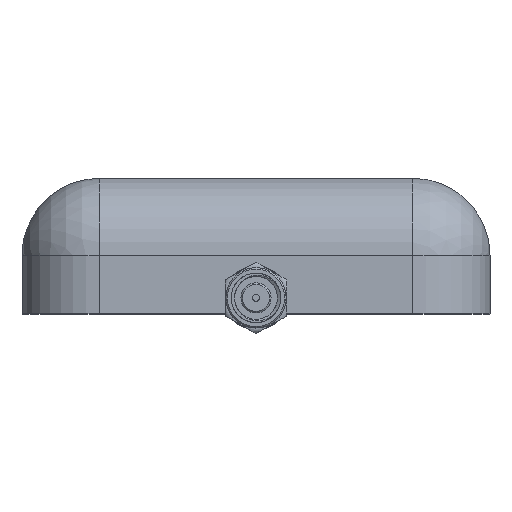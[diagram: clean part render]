
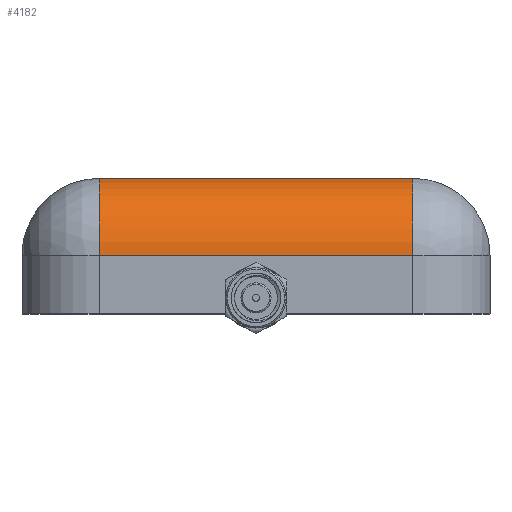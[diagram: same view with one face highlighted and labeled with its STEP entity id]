
A CAD part, top view. The second image highlights one B-rep face of the part: STEP entity #4182.
In plain terms, the highlighted cylindrical face has radius 10 mm (diameter 20 mm), a partial arc.
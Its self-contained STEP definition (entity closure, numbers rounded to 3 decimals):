
#391 = DIRECTION ( 'NONE',  ( 0., 0., 1. ) ) ;
#665 = CARTESIAN_POINT ( 'NONE',  ( 20.25, 7.5, 21.25 ) ) ;
#679 = AXIS2_PLACEMENT_3D ( 'NONE', #3574, #4429, #391 ) ;
#713 = ORIENTED_EDGE ( 'NONE', *, *, #5187, .F. ) ;
#850 = LINE ( 'NONE', #4190, #2094 ) ;
#1258 = AXIS2_PLACEMENT_3D ( 'NONE', #665, #4644, #1961 ) ;
#1321 = EDGE_CURVE ( 'NONE', #3944, #1418, #2075, .T. ) ;
#1417 = CARTESIAN_POINT ( 'NONE',  ( -20.25, 7.5, 31.25 ) ) ;
#1418 = VERTEX_POINT ( 'NONE', #2877 ) ;
#1430 = EDGE_LOOP ( 'NONE', ( #3728, #5769, #3874, #713 ) ) ;
#1961 = DIRECTION ( 'NONE',  ( 0., 0., 1. ) ) ;
#2075 = CIRCLE ( 'NONE', #1258, 10. ) ;
#2094 = VECTOR ( 'NONE', #4231, 1000. ) ;
#2162 = CYLINDRICAL_SURFACE ( 'NONE', #679, 10. ) ;
#2226 = DIRECTION ( 'NONE',  ( 1., 0., 0. ) ) ;
#2484 = LINE ( 'NONE', #3107, #5620 ) ;
#2590 = CARTESIAN_POINT ( 'NONE',  ( -20.25, 7.5, 21.25 ) ) ;
#2770 = VERTEX_POINT ( 'NONE', #1417 ) ;
#2812 = CIRCLE ( 'NONE', #3882, 10. ) ;
#2877 = CARTESIAN_POINT ( 'NONE',  ( 20.25, 17.5, 21.25 ) ) ;
#3107 = CARTESIAN_POINT ( 'NONE',  ( 20.25, 17.5, 21.25 ) ) ;
#3253 = CARTESIAN_POINT ( 'NONE',  ( 20.25, 7.5, 31.25 ) ) ;
#3574 = CARTESIAN_POINT ( 'NONE',  ( 0., 7.5, 21.25 ) ) ;
#3728 = ORIENTED_EDGE ( 'NONE', *, *, #1321, .T. ) ;
#3817 = DIRECTION ( 'NONE',  ( 0., 0., 1. ) ) ;
#3874 = ORIENTED_EDGE ( 'NONE', *, *, #4081, .F. ) ;
#3882 = AXIS2_PLACEMENT_3D ( 'NONE', #2590, #4389, #3817 ) ;
#3944 = VERTEX_POINT ( 'NONE', #3253 ) ;
#4081 = EDGE_CURVE ( 'NONE', #2770, #5424, #2812, .T. ) ;
#4182 = ADVANCED_FACE ( 'NONE', ( #4547 ), #2162, .T. ) ;
#4190 = CARTESIAN_POINT ( 'NONE',  ( -20.25, 7.5, 31.25 ) ) ;
#4231 = DIRECTION ( 'NONE',  ( -1., 0., 0. ) ) ;
#4389 = DIRECTION ( 'NONE',  ( -1., 0., 0. ) ) ;
#4429 = DIRECTION ( 'NONE',  ( -1., 0., 0. ) ) ;
#4547 = FACE_OUTER_BOUND ( 'NONE', #1430, .T. ) ;
#4644 = DIRECTION ( 'NONE',  ( -1., 0., 0. ) ) ;
#4831 = EDGE_CURVE ( 'NONE', #5424, #1418, #2484, .T. ) ;
#5187 = EDGE_CURVE ( 'NONE', #3944, #2770, #850, .T. ) ;
#5304 = CARTESIAN_POINT ( 'NONE',  ( -20.25, 17.5, 21.25 ) ) ;
#5424 = VERTEX_POINT ( 'NONE', #5304 ) ;
#5620 = VECTOR ( 'NONE', #2226, 1000. ) ;
#5769 = ORIENTED_EDGE ( 'NONE', *, *, #4831, .F. ) ;
